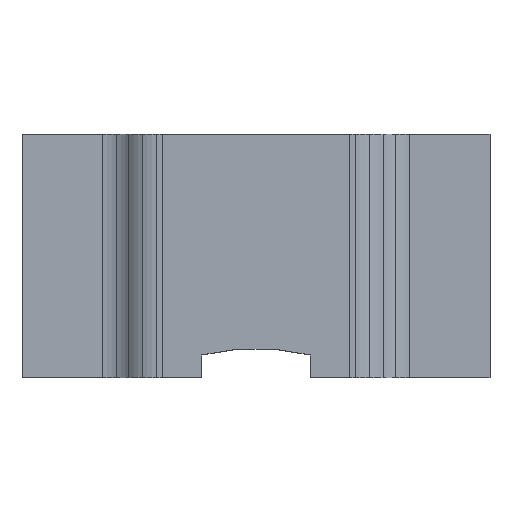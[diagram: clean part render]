
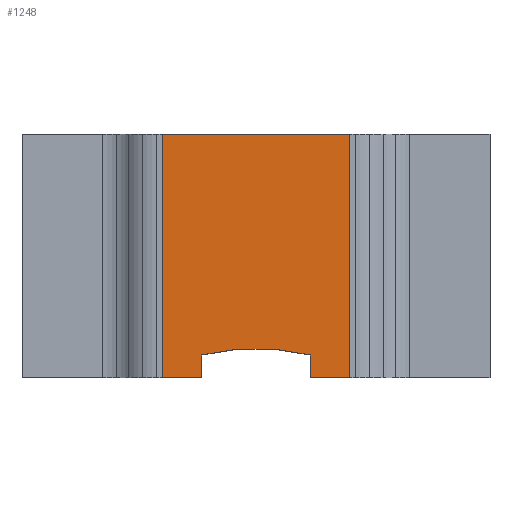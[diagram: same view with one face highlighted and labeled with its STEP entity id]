
A CAD part, top view. The second image highlights one B-rep face of the part: STEP entity #1248.
In plain terms, the highlighted planar face has unit normal (0, 0, 1).
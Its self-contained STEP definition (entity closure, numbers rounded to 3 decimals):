
#1 = CARTESIAN_POINT ( 'NONE',  ( 1., 0., 1.186 ) ) ;
#20 = DIRECTION ( 'NONE',  ( 0., -1., 0. ) ) ;
#25 = FACE_OUTER_BOUND ( 'NONE', #353, .T. ) ;
#32 = ORIENTED_EDGE ( 'NONE', *, *, #1203, .T. ) ;
#38 = DIRECTION ( 'NONE',  ( -1., 0., 0. ) ) ;
#107 = CARTESIAN_POINT ( 'NONE',  ( 1.158, 0.484, 1.186 ) ) ;
#137 = EDGE_CURVE ( 'NONE', #370, #589, #189, .T. ) ;
#155 = EDGE_CURVE ( 'NONE', #565, #370, #996, .T. ) ;
#182 = VERTEX_POINT ( 'NONE', #351 ) ;
#189 = LINE ( 'NONE', #1110, #1269 ) ;
#204 = LINE ( 'NONE', #1181, #1252 ) ;
#232 = VERTEX_POINT ( 'NONE', #969 ) ;
#267 = EDGE_CURVE ( 'NONE', #182, #565, #204, .T. ) ;
#292 = VERTEX_POINT ( 'NONE', #667 ) ;
#306 = CARTESIAN_POINT ( 'NONE',  ( 2., 5.2, 1.186 ) ) ;
#313 = AXIS2_PLACEMENT_3D ( 'NONE', #332, #434, #38 ) ;
#315 = CARTESIAN_POINT ( 'NONE',  ( 2., 0., 1.186 ) ) ;
#325 = VERTEX_POINT ( 'NONE', #359 ) ;
#332 = CARTESIAN_POINT ( 'NONE',  ( 0., -4.2, 1.186 ) ) ;
#341 = CARTESIAN_POINT ( 'NONE',  ( 1., 0., 1.186 ) ) ;
#350 = VECTOR ( 'NONE', #1156, 1000. ) ;
#351 = CARTESIAN_POINT ( 'NONE',  ( 1.158, 0., 1.186 ) ) ;
#353 = EDGE_LOOP ( 'NONE', ( #744, #367, #1036, #606, #830, #32, #1018, #562 ) ) ;
#359 = CARTESIAN_POINT ( 'NONE',  ( -2., 5.2, 1.186 ) ) ;
#367 = ORIENTED_EDGE ( 'NONE', *, *, #1319, .T. ) ;
#370 = VERTEX_POINT ( 'NONE', #1194 ) ;
#376 = DIRECTION ( 'NONE',  ( 0., -1., 0. ) ) ;
#398 = VECTOR ( 'NONE', #826, 1000. ) ;
#426 = VECTOR ( 'NONE', #376, 1000. ) ;
#434 = DIRECTION ( 'NONE',  ( 0., 0., 1. ) ) ;
#557 = LINE ( 'NONE', #341, #880 ) ;
#562 = ORIENTED_EDGE ( 'NONE', *, *, #155, .F. ) ;
#565 = VERTEX_POINT ( 'NONE', #107 ) ;
#589 = VERTEX_POINT ( 'NONE', #1138 ) ;
#606 = ORIENTED_EDGE ( 'NONE', *, *, #1186, .F. ) ;
#607 = VERTEX_POINT ( 'NONE', #315 ) ;
#622 = DIRECTION ( 'NONE',  ( 0., 0., 1. ) ) ;
#630 = DIRECTION ( 'NONE',  ( 1., 0., 0. ) ) ;
#667 = CARTESIAN_POINT ( 'NONE',  ( -2., 0., 1.186 ) ) ;
#714 = CARTESIAN_POINT ( 'NONE',  ( -2., 5.2, 1.186 ) ) ;
#734 = LINE ( 'NONE', #1024, #398 ) ;
#744 = ORIENTED_EDGE ( 'NONE', *, *, #267, .F. ) ;
#784 = LINE ( 'NONE', #714, #1167 ) ;
#819 = DIRECTION ( 'NONE',  ( 1., 0., 0. ) ) ;
#821 = LINE ( 'NONE', #986, #426 ) ;
#826 = DIRECTION ( 'NONE',  ( 0., -1., 0. ) ) ;
#830 = ORIENTED_EDGE ( 'NONE', *, *, #1227, .T. ) ;
#880 = VECTOR ( 'NONE', #630, 1000. ) ;
#934 = PLANE ( 'NONE',  #1182 ) ;
#969 = CARTESIAN_POINT ( 'NONE',  ( 2., 5.2, 1.186 ) ) ;
#986 = CARTESIAN_POINT ( 'NONE',  ( 2., 5.2, 1.186 ) ) ;
#996 = CIRCLE ( 'NONE', #313, 4.824 ) ;
#1009 = EDGE_CURVE ( 'NONE', #232, #607, #821, .T. ) ;
#1018 = ORIENTED_EDGE ( 'NONE', *, *, #137, .F. ) ;
#1024 = CARTESIAN_POINT ( 'NONE',  ( -2., 5.2, 1.186 ) ) ;
#1036 = ORIENTED_EDGE ( 'NONE', *, *, #1009, .F. ) ;
#1044 = LINE ( 'NONE', #1, #350 ) ;
#1110 = CARTESIAN_POINT ( 'NONE',  ( -1.158, 0.484, 1.186 ) ) ;
#1138 = CARTESIAN_POINT ( 'NONE',  ( -1.158, 0., 1.186 ) ) ;
#1156 = DIRECTION ( 'NONE',  ( 1., 0., 0. ) ) ;
#1167 = VECTOR ( 'NONE', #819, 1000. ) ;
#1181 = CARTESIAN_POINT ( 'NONE',  ( 1.158, 0., 1.186 ) ) ;
#1182 = AXIS2_PLACEMENT_3D ( 'NONE', #306, #622, #1244 ) ;
#1183 = DIRECTION ( 'NONE',  ( 0., 1., 0. ) ) ;
#1186 = EDGE_CURVE ( 'NONE', #325, #232, #784, .T. ) ;
#1194 = CARTESIAN_POINT ( 'NONE',  ( -1.158, 0.484, 1.186 ) ) ;
#1203 = EDGE_CURVE ( 'NONE', #292, #589, #1044, .T. ) ;
#1227 = EDGE_CURVE ( 'NONE', #325, #292, #734, .T. ) ;
#1244 = DIRECTION ( 'NONE',  ( 1., 0., 0. ) ) ;
#1248 = ADVANCED_FACE ( 'NONE', ( #25 ), #934, .T. ) ;
#1252 = VECTOR ( 'NONE', #1183, 1000. ) ;
#1269 = VECTOR ( 'NONE', #20, 1000. ) ;
#1319 = EDGE_CURVE ( 'NONE', #182, #607, #557, .T. ) ;
